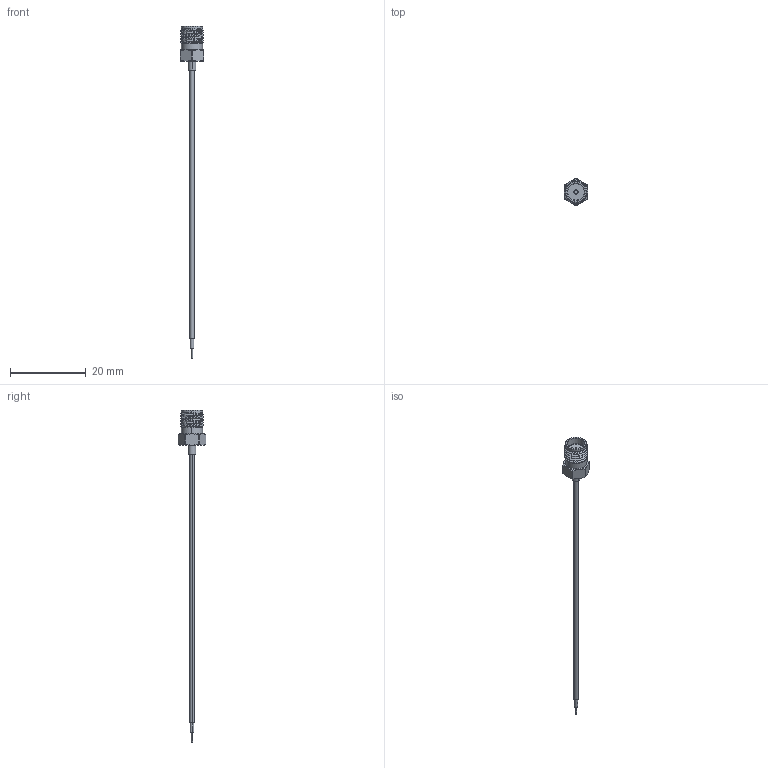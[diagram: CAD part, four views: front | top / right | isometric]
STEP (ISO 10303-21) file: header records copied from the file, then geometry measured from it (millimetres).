
FILE_DESCRIPTION (( 'STEP AP214' ), '1' );
FILE_NAME ('FMCA1186_3D.step', '2024-06-28T01:36:57', ( '' ), ( '' ), 'SwSTEP 2.0', 'SolidWorks 2022', '' );
FILE_SCHEMA (( 'AUTOMOTIVE_DESIGN' ));
Length unit declared in the file: inch
Products named in the file (3): FMCA1186^FMCA1186; Coax Cable^FMCA1186_PE-SR047FL; FMCA1186_3D
Assembly tree (2 placements, depth 2):
  FMCA1186_3D
    Coax Cable^FMCA1186_PE-SR047FL
    FMCA1186^FMCA1186
Bounding box: 6.35 x 7.2 x 87.86 mm (x, y, z)
Volume: 321.1 mm3; surface area: 629.6 mm2
Topology: 2 solids, 2 shells, 97 faces, 240 edges, 155 vertices
Faces by surface type: cylinder 39, cone 27, plane 26, bspline 3, torus 2
Entity records: 4904 total; most frequent: CARTESIAN_POINT 2529, ORIENTED_EDGE 480, DIRECTION 463, EDGE_CURVE 240, AXIS2_PLACEMENT_3D 190, VERTEX_POINT 155, EDGE_LOOP 105, ADVANCED_FACE 97
